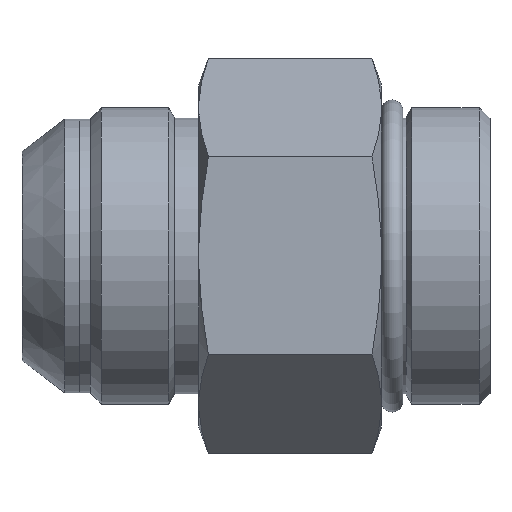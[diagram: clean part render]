
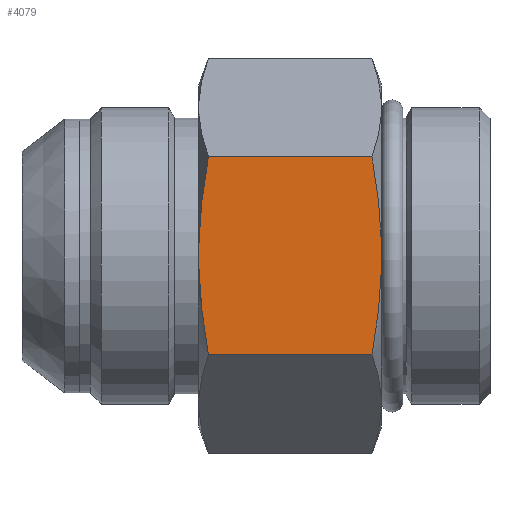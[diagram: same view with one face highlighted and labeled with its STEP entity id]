
A CAD part, top view. The second image highlights one B-rep face of the part: STEP entity #4079.
In plain terms, the highlighted planar face has unit normal (0, 0, 1).
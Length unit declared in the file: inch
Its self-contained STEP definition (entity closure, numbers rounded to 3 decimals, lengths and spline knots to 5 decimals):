
#3255=CARTESIAN_POINT('',(-0.05188,-0.54127,0.9375));
#3256=VERTEX_POINT('',#3255);
#3270=CARTESIAN_POINT('',(0.,-0.06851,0.9375));
#3271=VERTEX_POINT('',#3270);
#3279=CARTESIAN_POINT('',(-0.05188,-0.54127,0.9375));
#3280=CARTESIAN_POINT('',(-0.00583,-0.28823,0.9375));
#3281=CARTESIAN_POINT('',(0.,-0.06851,0.9375));
#3289=(BOUNDED_CURVE()B_SPLINE_CURVE(2,(#3279,#3280,#3281),.UNSPECIFIED.,.F.,.U.)B_SPLINE_CURVE_WITH_KNOTS((3,3),(0.67751,1.96838),.UNSPECIFIED.)CURVE()GEOMETRIC_REPRESENTATION_ITEM()RATIONAL_B_SPLINE_CURVE((1.03,1.044,1.0))REPRESENTATION_ITEM(''));
#3290=EDGE_CURVE('',#3256,#3271,#3289,.T.);
#3300=CARTESIAN_POINT('',(0.0,0.06851,0.9375));
#3301=VERTEX_POINT('',#3300);
#3302=CARTESIAN_POINT('',(-0.05188,0.54127,0.9375));
#3303=VERTEX_POINT('',#3302);
#3304=CARTESIAN_POINT('',(0.,0.06851,0.9375));
#3305=CARTESIAN_POINT('',(-0.00583,0.28823,0.9375));
#3306=CARTESIAN_POINT('',(-0.05188,0.54127,0.9375));
#3314=(BOUNDED_CURVE()B_SPLINE_CURVE(2,(#3304,#3305,#3306),.UNSPECIFIED.,.F.,.U.)B_SPLINE_CURVE_WITH_KNOTS((3,3),(0.0,1.29088),.UNSPECIFIED.)CURVE()GEOMETRIC_REPRESENTATION_ITEM()RATIONAL_B_SPLINE_CURVE((1.0,1.044,1.03))REPRESENTATION_ITEM(''));
#3315=EDGE_CURVE('',#3301,#3303,#3314,.T.);
#3425=CARTESIAN_POINT('',(-0.94812,-0.54127,0.9375));
#3426=VERTEX_POINT('',#3425);
#3442=CARTESIAN_POINT('',(-1.0,-0.06851,0.9375));
#3443=VERTEX_POINT('',#3442);
#3444=CARTESIAN_POINT('',(-1.0,-0.06851,0.9375));
#3445=CARTESIAN_POINT('',(-0.99417,-0.28823,0.9375));
#3446=CARTESIAN_POINT('',(-0.94812,-0.54127,0.9375));
#3454=(BOUNDED_CURVE()B_SPLINE_CURVE(2,(#3444,#3445,#3446),.UNSPECIFIED.,.F.,.U.)B_SPLINE_CURVE_WITH_KNOTS((3,3),(0.0,1.29181),.UNSPECIFIED.)CURVE()GEOMETRIC_REPRESENTATION_ITEM()RATIONAL_B_SPLINE_CURVE((1.0,1.044,1.031))REPRESENTATION_ITEM(''));
#3455=EDGE_CURVE('',#3443,#3426,#3454,.T.);
#3630=CARTESIAN_POINT('',(-0.94812,0.54127,0.9375));
#3631=VERTEX_POINT('',#3630);
#3645=CARTESIAN_POINT('',(-1.0,0.06851,0.9375));
#3646=VERTEX_POINT('',#3645);
#3654=CARTESIAN_POINT('',(-0.94812,0.54127,0.9375));
#3655=CARTESIAN_POINT('',(-0.99417,0.28823,0.9375));
#3656=CARTESIAN_POINT('',(-1.0,0.06851,0.9375));
#3664=(BOUNDED_CURVE()B_SPLINE_CURVE(2,(#3654,#3655,#3656),.UNSPECIFIED.,.F.,.U.)B_SPLINE_CURVE_WITH_KNOTS((3,3),(0.68477,1.97659),.UNSPECIFIED.)CURVE()GEOMETRIC_REPRESENTATION_ITEM()RATIONAL_B_SPLINE_CURVE((1.031,1.044,1.0))REPRESENTATION_ITEM(''));
#3665=EDGE_CURVE('',#3631,#3646,#3664,.T.);
#3699=CARTESIAN_POINT('',(-0.05188,0.54127,0.9375));
#3700=DIRECTION('',(-1.0,0.0,0.0));
#3701=VECTOR('',#3700,0.89625);
#3702=LINE('',#3699,#3701);
#3703=EDGE_CURVE('',#3303,#3631,#3702,.T.);
#4018=CARTESIAN_POINT('',(0.0,0.06851,0.9375));
#4019=DIRECTION('',(0.0,-1.0,0.0));
#4020=VECTOR('',#4019,0.13702);
#4021=LINE('',#4018,#4020);
#4022=EDGE_CURVE('',#3301,#3271,#4021,.T.);
#4054=CARTESIAN_POINT('',(0.0,0.54127,0.9375));
#4055=DIRECTION('',(0.0,0.0,1.0));
#4056=DIRECTION('',(1.0,0.0,0.0));
#4057=AXIS2_PLACEMENT_3D('',#4054,#4055,#4056);
#4058=PLANE('',#4057);
#4059=ORIENTED_EDGE('',*,*,#3315,.T.);
#4060=ORIENTED_EDGE('',*,*,#3703,.T.);
#4061=ORIENTED_EDGE('',*,*,#3665,.T.);
#4062=CARTESIAN_POINT('',(-1.0,0.06851,0.9375));
#4063=DIRECTION('',(0.0,-1.0,0.0));
#4064=VECTOR('',#4063,0.13702);
#4065=LINE('',#4062,#4064);
#4066=EDGE_CURVE('',#3646,#3443,#4065,.T.);
#4067=ORIENTED_EDGE('',*,*,#4066,.T.);
#4068=ORIENTED_EDGE('',*,*,#3455,.T.);
#4069=CARTESIAN_POINT('',(-0.05188,-0.54127,0.9375));
#4070=DIRECTION('',(-1.0,0.0,0.0));
#4071=VECTOR('',#4070,0.89625);
#4072=LINE('',#4069,#4071);
#4073=EDGE_CURVE('',#3256,#3426,#4072,.T.);
#4074=ORIENTED_EDGE('',*,*,#4073,.F.);
#4075=ORIENTED_EDGE('',*,*,#3290,.T.);
#4076=ORIENTED_EDGE('',*,*,#4022,.F.);
#4077=EDGE_LOOP('',(#4059,#4060,#4061,#4067,#4068,#4074,#4075,#4076));
#4078=FACE_OUTER_BOUND('',#4077,.T.);
#4079=ADVANCED_FACE('',(#4078),#4058,.T.);
